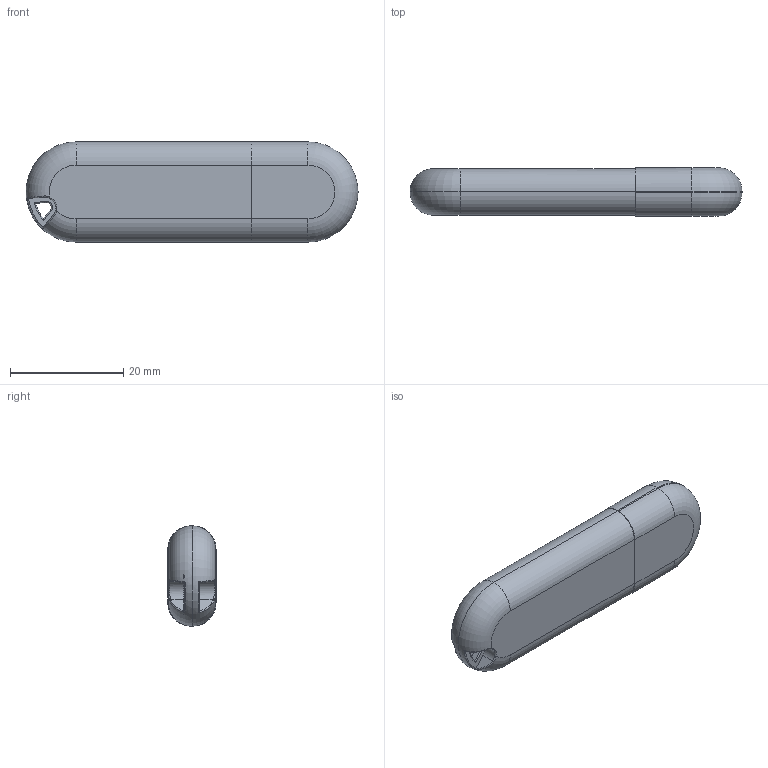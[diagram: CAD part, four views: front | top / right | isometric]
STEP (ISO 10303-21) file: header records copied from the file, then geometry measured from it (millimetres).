
FILE_DESCRIPTION (( 'STEP AP203' ), '1' );
FILE_NAME ('Ñáîðêà êîðïóñà.STEP', '2019-06-16T16:29:46', ( 'V' ), ( '' ), 'SwSTEP 2.0', 'SolidWorks 2018', '' );
FILE_SCHEMA (( 'CONFIG_CONTROL_DESIGN' ));
Length unit declared in the file: millimetre
Products named in the file (4): 醫贂; ﾍ韈; 扻錝僝樏; Ñáîðêà êîðïóñà
Assembly tree (3 placements, depth 2):
  Ñáîðêà êîðïóñà
    醫贂
    ﾍ韈
    扻錝僝樏
Bounding box: 58.6 x 8.5 x 17.7 mm (x, y, z)
Volume: 3334.9 mm3; surface area: 5401.9 mm2
Topology: 3 solids, 3 shells, 353 faces, 876 edges, 531 vertices
Faces by surface type: cylinder 147, plane 121, torus 55, sphere 16, bspline 14
Entity records: 11277 total; most frequent: CARTESIAN_POINT 2438, DIRECTION 1879, ORIENTED_EDGE 1720, EDGE_CURVE 860, AXIS2_PLACEMENT_3D 732, VERTEX_POINT 531, LINE 415, VECTOR 415
